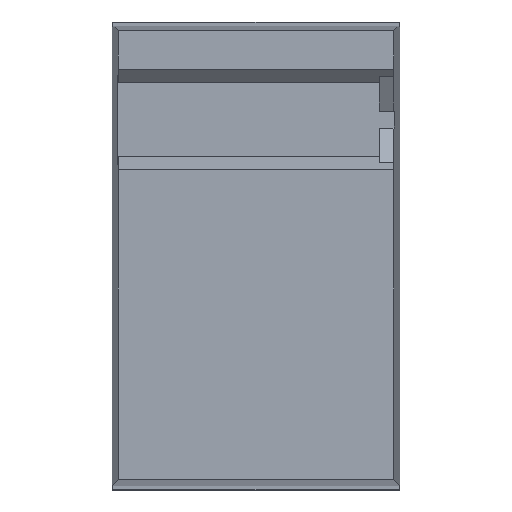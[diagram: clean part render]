
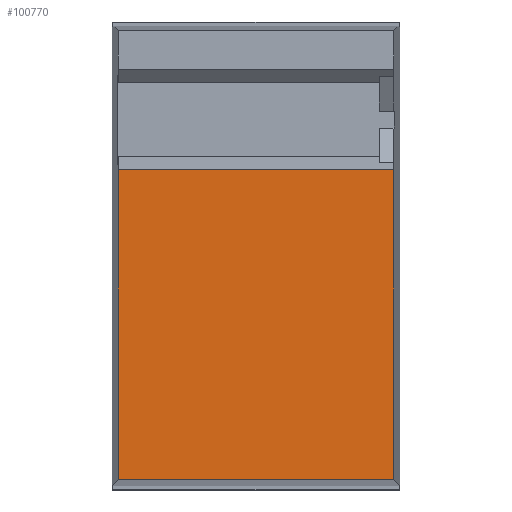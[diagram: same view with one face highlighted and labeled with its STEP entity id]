
A CAD part, top view. The second image highlights one B-rep face of the part: STEP entity #100770.
In plain terms, the highlighted face is planar.
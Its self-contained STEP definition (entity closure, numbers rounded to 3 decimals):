
#2380=CARTESIAN_POINT('',(-13.302,33.765,13.796));
#2390=VERTEX_POINT('',#2380);
#2720=CARTESIAN_POINT('',(-13.302,33.765,-5.746));
#2730=VERTEX_POINT('',#2720);
#2760=CARTESIAN_POINT('',(-13.302,33.765,7.1));
#2770=DIRECTION('',(0.,0.,1.));
#2780=VECTOR('',#2770,1.);
#2790=LINE('',#2760,#2780);
#2800=EDGE_CURVE('',#2730,#2390,#2790,.T.);
#69330=CARTESIAN_POINT('',(8.647,33.765,-5.746));
#69340=VERTEX_POINT('',#69330);
#69370=CARTESIAN_POINT('',(-23.524,33.765,-5.746));
#69380=DIRECTION('',(1.,0.,0.));
#69390=VECTOR('',#69380,1.);
#69400=LINE('',#69370,#69390);
#69410=EDGE_CURVE('',#2730,#69340,#69400,.T.);
#96110=CARTESIAN_POINT('',(8.647,33.765,7.1));
#96120=DIRECTION('',(0.,0.,1.));
#96130=VECTOR('',#96120,1.);
#96140=LINE('',#96110,#96130);
#96150=CARTESIAN_POINT('',(8.647,33.765,13.796));
#96160=VERTEX_POINT('',#96150);
#96170=EDGE_CURVE('',#69340,#96160,#96140,.T.);
#100610=CARTESIAN_POINT('',(-23.572,33.765,7.125));
#100620=DIRECTION('',(-0.,-1.,-0.));
#100630=DIRECTION('',(-1.,0.,0.));
#100640=AXIS2_PLACEMENT_3D('',#100610,#100620,#100630);
#100650=PLANE('',#100640);
#100660=CARTESIAN_POINT('',(-23.524,33.765,13.796));
#100670=DIRECTION('',(1.,0.,0.));
#100680=VECTOR('',#100670,1.);
#100690=LINE('',#100660,#100680);
#100700=EDGE_CURVE('',#2390,#96160,#100690,.T.);
#100710=ORIENTED_EDGE('',*,*,#100700,.T.);
#100720=ORIENTED_EDGE('',*,*,#2800,.T.);
#100730=ORIENTED_EDGE('',*,*,#69410,.F.);
#100740=ORIENTED_EDGE('',*,*,#96170,.F.);
#100750=EDGE_LOOP('',(#100740,#100730,#100720,#100710));
#100760=FACE_OUTER_BOUND('',#100750,.T.);
#100770=ADVANCED_FACE('',(#100760),#100650,.F.);
